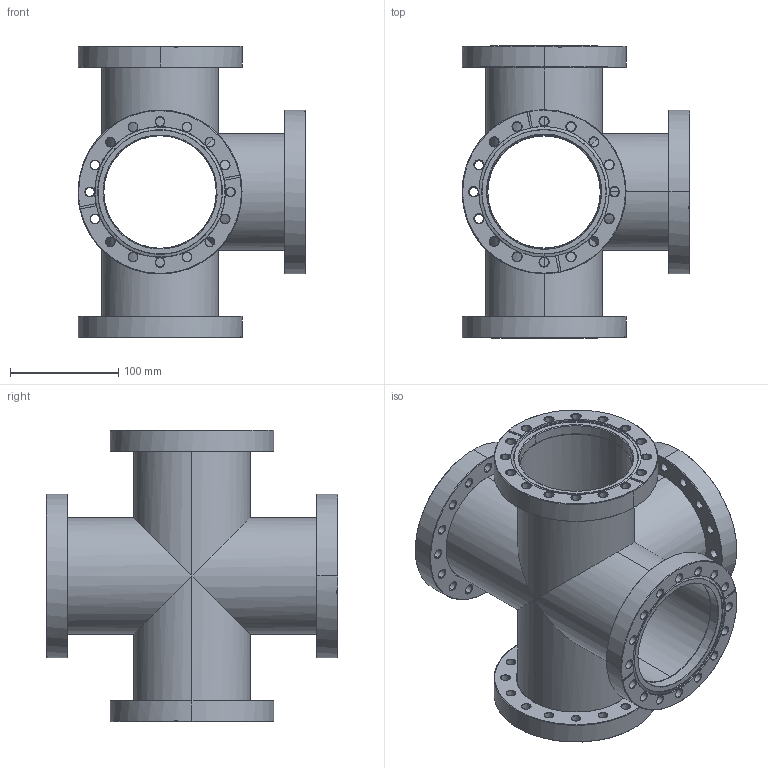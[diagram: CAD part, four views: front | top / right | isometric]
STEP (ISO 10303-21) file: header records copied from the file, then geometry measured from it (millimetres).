
FILE_DESCRIPTION (( 'STEP AP214' ), '1' );
FILE_NAME ('Hositrad_FX5-100-100R-Cross.STEP', '2017-05-23T06:51:46', ( 'Gebruiker' ), ( '' ), 'SwSTEP 2.0', 'SolidWorks 2017', '' );
FILE_SCHEMA (( 'AUTOMOTIVE_DESIGN' ));
Length unit declared in the file: millimetre
Products named in the file (6): NW100CF-R-Weld; Hositrad_FX5-100-100R-Cross; NW100CF-weld_CF100-108; FX5-tube; NW100CF-R-InnerWeld_CF100-108; NW100CF-R-Outerring_CF100-108
Assembly tree (8 placements, depth 3):
  Hositrad_FX5-100-100R-Cross
    FX5-tube
    NW100CF-weld_CF100-108  x2
    NW100CF-R-Weld  x3
      NW100CF-R-Outerring_CF100-108
      NW100CF-R-InnerWeld_CF100-108
Bounding box: 210.7 x 269.8 x 269.8 mm (x, y, z)
Volume: 1069581.3 mm3; surface area: 522152.5 mm2
Topology: 9 solids, 9 shells, 710 faces, 1664 edges, 974 vertices
Faces by surface type: cone 412, cylinder 232, plane 66
Entity records: 9617 total; most frequent: DIRECTION 1643, CARTESIAN_POINT 1539, ORIENTED_EDGE 1400, EDGE_CURVE 700, AXIS2_PLACEMENT_3D 675, VERTEX_POINT 411, EDGE_LOOP 373, CIRCLE 367
